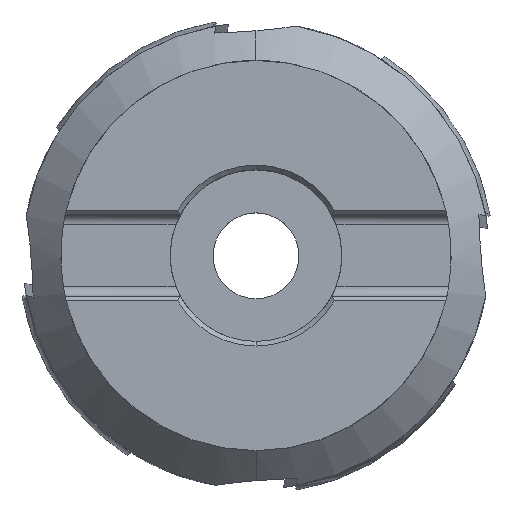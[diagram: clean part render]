
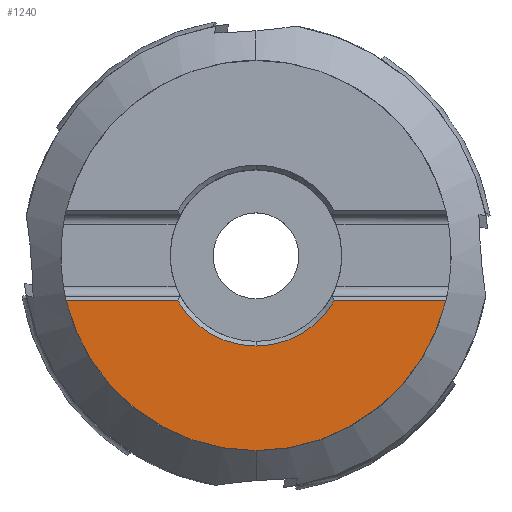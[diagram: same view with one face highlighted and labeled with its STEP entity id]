
A CAD part, top view. The second image highlights one B-rep face of the part: STEP entity #1240.
In plain terms, the highlighted planar face has unit normal (0, 0, 1).
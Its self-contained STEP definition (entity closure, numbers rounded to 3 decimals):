
#610=VERTEX_POINT('',#1597);
#670=EDGE_CURVE('',#938,#610,#1665,.T.);
#812=EDGE_CURVE('',#1464,#1370,#1818,.T.);
#926=EDGE_CURVE('',#938,#1216,#1945,.T.);
#938=VERTEX_POINT('',#1960);
#1178=EDGE_CURVE('',#1216,#1370,#2220,.T.);
#1216=VERTEX_POINT('',#2265);
#1230=EDGE_CURVE('',#610,#1316,#2280,.T.);
#1240=ADVANCED_FACE('',(#2290),#2291,.T.);
#1310=EDGE_CURVE('',#1316,#1464,#2368,.T.);
#1316=VERTEX_POINT('',#2374);
#1370=VERTEX_POINT('',#2432);
#1464=VERTEX_POINT('',#2532);
#1597=CARTESIAN_POINT('',(10.046,-5.8,0.));
#1665=LINE('',#3119,#3120);
#1818=LINE('',#3656,#3657);
#1945=CIRCLE('',#3880,25.0);
#1960=CARTESIAN_POINT('',(24.318,-5.8,0.0));
#2220=CIRCLE('',#4645,25.0);
#2265=CARTESIAN_POINT('',(0.,-25.0,0.0));
#2280=CIRCLE('',#4776,11.6);
#2290=FACE_OUTER_BOUND('',#4835,.T.);
#2291=PLANE('',#4836);
#2368=CIRCLE('',#5057,11.6);
#2374=CARTESIAN_POINT('',(0.,-11.6,0.0));
#2432=CARTESIAN_POINT('',(-24.318,-5.8,0.0));
#2532=CARTESIAN_POINT('',(-10.046,-5.8,0.));
#3119=CARTESIAN_POINT('',(12.5,-5.8,0.0));
#3120=VECTOR('',#5712,1.0);
#3656=CARTESIAN_POINT('',(12.5,-5.8,0.0));
#3657=VECTOR('',#5844,1.0);
#3880=AXIS2_PLACEMENT_3D('',#6008,#6009,#6010);
#4645=AXIS2_PLACEMENT_3D('',#6291,#6292,#6293);
#4776=AXIS2_PLACEMENT_3D('',#6370,#6371,#6372);
#4835=EDGE_LOOP('',(#6375,#6376,#6377,#6378,#6379,#6380));
#4836=AXIS2_PLACEMENT_3D('',#6381,#6382,#6383);
#5057=AXIS2_PLACEMENT_3D('',#6476,#6477,#6478);
#5712=DIRECTION('',(-1.0,-0.0,0.0));
#5844=DIRECTION('',(-1.0,-0.0,0.0));
#6008=CARTESIAN_POINT('',(0.0,0.0,0.0));
#6009=DIRECTION('',(0.0,0.0,-1.0));
#6010=DIRECTION('',(0.0,1.0,0.0));
#6291=CARTESIAN_POINT('',(0.0,0.0,0.0));
#6292=DIRECTION('',(0.0,0.0,-1.0));
#6293=DIRECTION('',(0.0,1.0,0.0));
#6370=CARTESIAN_POINT('',(0.0,0.0,0.0));
#6371=DIRECTION('',(-0.0,0.0,-1.0));
#6372=DIRECTION('',(0.0,1.0,0.0));
#6375=ORIENTED_EDGE('',*,*,#812,.T.);
#6376=ORIENTED_EDGE('',*,*,#1178,.F.);
#6377=ORIENTED_EDGE('',*,*,#926,.F.);
#6378=ORIENTED_EDGE('',*,*,#670,.T.);
#6379=ORIENTED_EDGE('',*,*,#1230,.T.);
#6380=ORIENTED_EDGE('',*,*,#1310,.T.);
#6381=CARTESIAN_POINT('',(0.0,12.5,0.0));
#6382=DIRECTION('',(-0.0,0.0,1.0));
#6383=DIRECTION('',(0.0,-1.0,0.0));
#6476=CARTESIAN_POINT('',(0.0,0.0,0.0));
#6477=DIRECTION('',(-0.0,0.0,-1.0));
#6478=DIRECTION('',(0.0,1.0,0.0));
